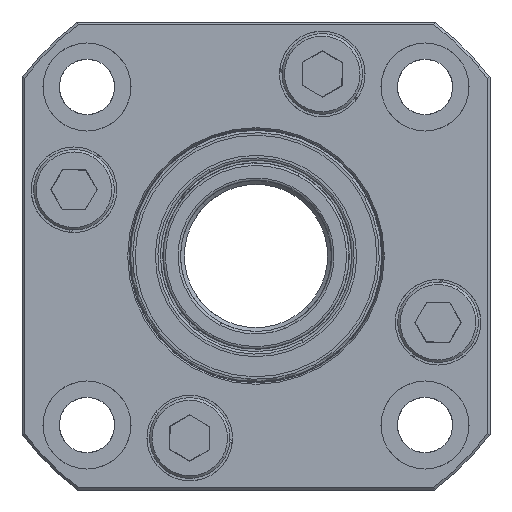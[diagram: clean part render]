
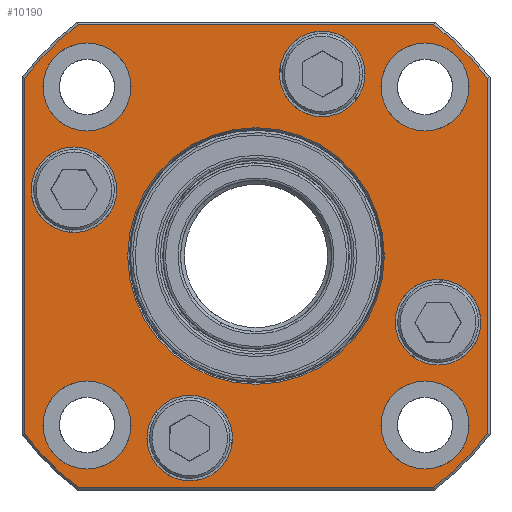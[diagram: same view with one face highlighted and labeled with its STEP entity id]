
A CAD part, left-side view. The second image highlights one B-rep face of the part: STEP entity #10190.
In plain terms, the highlighted planar face has unit normal (1, 0, 0).
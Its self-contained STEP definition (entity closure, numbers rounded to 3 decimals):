
#9846=CARTESIAN_POINT('',(-15.,36.178,4.668));
#9847=VERTEX_POINT('',#9846);
#9887=CARTESIAN_POINT('',(-15.,36.178,21.668));
#9888=VERTEX_POINT('',#9887);
#9896=CARTESIAN_POINT('',(-15.,36.178,13.168));
#9897=DIRECTION('',(1.,-0.,0.));
#9898=DIRECTION('',(0.,0.,1.));
#9899=AXIS2_PLACEMENT_3D('',#9896,#9897,#9898);
#9900=CIRCLE('',#9899,8.5);
#9901=EDGE_CURVE('',#9888,#9847,#9900,.T.);
#9940=CARTESIAN_POINT('',(-15.,36.178,13.168));
#9941=DIRECTION('',(1.,-0.,0.));
#9942=DIRECTION('',(0.,0.,1.));
#9943=AXIS2_PLACEMENT_3D('',#9940,#9941,#9942);
#9944=CIRCLE('',#9943,8.5);
#9945=EDGE_CURVE('',#9847,#9888,#9944,.T.);
#9951=CARTESIAN_POINT('',(-15.,20.,-0.));
#9952=DIRECTION('',(1.,-0.,0.));
#9953=DIRECTION('',(-0.,0.,1.));
#9954=AXIS2_PLACEMENT_3D('',#9951,#9952,#9953);
#9955=PLANE('',#9954);
#9956=CARTESIAN_POINT('',(-15.,-35.327,46.));
#9957=VERTEX_POINT('',#9956);
#9958=CARTESIAN_POINT('',(-15.,-46.,35.327));
#9959=VERTEX_POINT('',#9958);
#9960=CARTESIAN_POINT('',(-15.,0.,0.));
#9961=DIRECTION('',(1.,-0.,0.));
#9962=DIRECTION('',(0.,-0.,-1.));
#9963=AXIS2_PLACEMENT_3D('',#9960,#9961,#9962);
#9964=CIRCLE('',#9963,58.);
#9965=EDGE_CURVE('',#9957,#9959,#9964,.T.);
#9966=ORIENTED_EDGE('',*,*,#9965,.T.);
#9967=CARTESIAN_POINT('',(-15.,-46.,-35.327));
#9968=VERTEX_POINT('',#9967);
#9969=CARTESIAN_POINT('',(-15.,-46.,12345.));
#9970=DIRECTION('',(0.,-0.,-1.));
#9971=VECTOR('',#9970,24690.);
#9972=LINE('',#9969,#9971);
#9973=EDGE_CURVE('',#9959,#9968,#9972,.T.);
#9974=ORIENTED_EDGE('',*,*,#9973,.T.);
#9975=CARTESIAN_POINT('',(-15.,-35.327,-46.));
#9976=VERTEX_POINT('',#9975);
#9977=CARTESIAN_POINT('',(-15.,0.,0.));
#9978=DIRECTION('',(1.,-0.,0.));
#9979=DIRECTION('',(0.,-0.,-1.));
#9980=AXIS2_PLACEMENT_3D('',#9977,#9978,#9979);
#9981=CIRCLE('',#9980,58.);
#9982=EDGE_CURVE('',#9968,#9976,#9981,.T.);
#9983=ORIENTED_EDGE('',*,*,#9982,.T.);
#9984=CARTESIAN_POINT('',(-15.,35.327,-46.));
#9985=VERTEX_POINT('',#9984);
#9986=CARTESIAN_POINT('',(-15.,-12325.,-46.));
#9987=DIRECTION('',(0.,1.,-0.));
#9988=VECTOR('',#9987,24690.);
#9989=LINE('',#9986,#9988);
#9990=EDGE_CURVE('',#9976,#9985,#9989,.T.);
#9991=ORIENTED_EDGE('',*,*,#9990,.T.);
#9992=CARTESIAN_POINT('',(-15.,46.,-35.327));
#9993=VERTEX_POINT('',#9992);
#9994=CARTESIAN_POINT('',(-15.,0.,0.));
#9995=DIRECTION('',(1.,-0.,0.));
#9996=DIRECTION('',(0.,-0.,-1.));
#9997=AXIS2_PLACEMENT_3D('',#9994,#9995,#9996);
#9998=CIRCLE('',#9997,58.);
#9999=EDGE_CURVE('',#9985,#9993,#9998,.T.);
#10000=ORIENTED_EDGE('',*,*,#9999,.T.);
#10001=CARTESIAN_POINT('',(-15.,46.,35.327));
#10002=VERTEX_POINT('',#10001);
#10003=CARTESIAN_POINT('',(-15.,46.,-12345.));
#10004=DIRECTION('',(-0.,0.,1.));
#10005=VECTOR('',#10004,24690.);
#10006=LINE('',#10003,#10005);
#10007=EDGE_CURVE('',#9993,#10002,#10006,.T.);
#10008=ORIENTED_EDGE('',*,*,#10007,.T.);
#10009=CARTESIAN_POINT('',(-15.,35.327,46.));
#10010=VERTEX_POINT('',#10009);
#10011=CARTESIAN_POINT('',(-15.,0.,0.));
#10012=DIRECTION('',(1.,-0.,0.));
#10013=DIRECTION('',(0.,-0.,-1.));
#10014=AXIS2_PLACEMENT_3D('',#10011,#10012,#10013);
#10015=CIRCLE('',#10014,58.);
#10016=EDGE_CURVE('',#10002,#10010,#10015,.T.);
#10017=ORIENTED_EDGE('',*,*,#10016,.T.);
#10018=CARTESIAN_POINT('',(-15.,12365.,46.));
#10019=DIRECTION('',(-0.,-1.,0.));
#10020=VECTOR('',#10019,24690.);
#10021=LINE('',#10018,#10020);
#10022=EDGE_CURVE('',#10010,#9957,#10021,.T.);
#10023=ORIENTED_EDGE('',*,*,#10022,.T.);
#10024=EDGE_LOOP('',(#9966,#9974,#9983,#9991,#10000,#10008,#10017,#10023));
#10025=FACE_BOUND('',#10024,.T.);
#10026=ORIENTED_EDGE('',*,*,#9901,.F.);
#10027=ORIENTED_EDGE('',*,*,#9945,.F.);
#10028=EDGE_LOOP('',(#10026,#10027));
#10029=FACE_BOUND('',#10028,.T.);
#10030=CARTESIAN_POINT('',(-15.,-36.178,-21.668));
#10031=VERTEX_POINT('',#10030);
#10032=CARTESIAN_POINT('',(-15.,-36.178,-4.668));
#10033=VERTEX_POINT('',#10032);
#10034=CARTESIAN_POINT('',(-15.,-36.178,-13.168));
#10035=DIRECTION('',(-1.,0.,-0.));
#10036=DIRECTION('',(0.,0.,1.));
#10037=AXIS2_PLACEMENT_3D('',#10034,#10035,#10036);
#10038=CIRCLE('',#10037,8.5);
#10039=EDGE_CURVE('',#10031,#10033,#10038,.T.);
#10040=ORIENTED_EDGE('',*,*,#10039,.T.);
#10041=CARTESIAN_POINT('',(-15.,-36.178,-13.168));
#10042=DIRECTION('',(-1.,0.,-0.));
#10043=DIRECTION('',(0.,0.,1.));
#10044=AXIS2_PLACEMENT_3D('',#10041,#10042,#10043);
#10045=CIRCLE('',#10044,8.5);
#10046=EDGE_CURVE('',#10033,#10031,#10045,.T.);
#10047=ORIENTED_EDGE('',*,*,#10046,.T.);
#10048=EDGE_LOOP('',(#10040,#10047));
#10049=FACE_BOUND('',#10048,.T.);
#10050=CARTESIAN_POINT('',(-15.,13.168,-44.678));
#10051=VERTEX_POINT('',#10050);
#10052=CARTESIAN_POINT('',(-15.,13.168,-27.678));
#10053=VERTEX_POINT('',#10052);
#10054=CARTESIAN_POINT('',(-15.,13.168,-36.178));
#10055=DIRECTION('',(-1.,0.,-0.));
#10056=DIRECTION('',(0.,0.,1.));
#10057=AXIS2_PLACEMENT_3D('',#10054,#10055,#10056);
#10058=CIRCLE('',#10057,8.5);
#10059=EDGE_CURVE('',#10051,#10053,#10058,.T.);
#10060=ORIENTED_EDGE('',*,*,#10059,.T.);
#10061=CARTESIAN_POINT('',(-15.,13.168,-36.178));
#10062=DIRECTION('',(-1.,0.,-0.));
#10063=DIRECTION('',(0.,0.,1.));
#10064=AXIS2_PLACEMENT_3D('',#10061,#10062,#10063);
#10065=CIRCLE('',#10064,8.5);
#10066=EDGE_CURVE('',#10053,#10051,#10065,.T.);
#10067=ORIENTED_EDGE('',*,*,#10066,.T.);
#10068=EDGE_LOOP('',(#10060,#10067));
#10069=FACE_BOUND('',#10068,.T.);
#10070=CARTESIAN_POINT('',(-15.,33.588,24.838));
#10071=VERTEX_POINT('',#10070);
#10072=CARTESIAN_POINT('',(-15.,33.588,42.338));
#10073=VERTEX_POINT('',#10072);
#10074=CARTESIAN_POINT('',(-15.,33.588,33.588));
#10075=DIRECTION('',(-1.,0.,-0.));
#10076=DIRECTION('',(-0.,0.,1.));
#10077=AXIS2_PLACEMENT_3D('',#10074,#10075,#10076);
#10078=CIRCLE('',#10077,8.75);
#10079=EDGE_CURVE('',#10071,#10073,#10078,.T.);
#10080=ORIENTED_EDGE('',*,*,#10079,.T.);
#10081=CARTESIAN_POINT('',(-15.,33.588,33.588));
#10082=DIRECTION('',(-1.,0.,-0.));
#10083=DIRECTION('',(-0.,0.,1.));
#10084=AXIS2_PLACEMENT_3D('',#10081,#10082,#10083);
#10085=CIRCLE('',#10084,8.75);
#10086=EDGE_CURVE('',#10073,#10071,#10085,.T.);
#10087=ORIENTED_EDGE('',*,*,#10086,.T.);
#10088=EDGE_LOOP('',(#10080,#10087));
#10089=FACE_BOUND('',#10088,.T.);
#10090=CARTESIAN_POINT('',(-15.,33.588,-42.338));
#10091=VERTEX_POINT('',#10090);
#10092=CARTESIAN_POINT('',(-15.,33.588,-24.838));
#10093=VERTEX_POINT('',#10092);
#10094=CARTESIAN_POINT('',(-15.,33.588,-33.588));
#10095=DIRECTION('',(-1.,0.,-0.));
#10096=DIRECTION('',(-0.,0.,1.));
#10097=AXIS2_PLACEMENT_3D('',#10094,#10095,#10096);
#10098=CIRCLE('',#10097,8.75);
#10099=EDGE_CURVE('',#10091,#10093,#10098,.T.);
#10100=ORIENTED_EDGE('',*,*,#10099,.T.);
#10101=CARTESIAN_POINT('',(-15.,33.588,-33.588));
#10102=DIRECTION('',(-1.,0.,-0.));
#10103=DIRECTION('',(-0.,0.,1.));
#10104=AXIS2_PLACEMENT_3D('',#10101,#10102,#10103);
#10105=CIRCLE('',#10104,8.75);
#10106=EDGE_CURVE('',#10093,#10091,#10105,.T.);
#10107=ORIENTED_EDGE('',*,*,#10106,.T.);
#10108=EDGE_LOOP('',(#10100,#10107));
#10109=FACE_BOUND('',#10108,.T.);
#10110=CARTESIAN_POINT('',(-15.,-33.588,-42.338));
#10111=VERTEX_POINT('',#10110);
#10112=CARTESIAN_POINT('',(-15.,-33.588,-24.838));
#10113=VERTEX_POINT('',#10112);
#10114=CARTESIAN_POINT('',(-15.,-33.588,-33.588));
#10115=DIRECTION('',(-1.,0.,-0.));
#10116=DIRECTION('',(-0.,0.,1.));
#10117=AXIS2_PLACEMENT_3D('',#10114,#10115,#10116);
#10118=CIRCLE('',#10117,8.75);
#10119=EDGE_CURVE('',#10111,#10113,#10118,.T.);
#10120=ORIENTED_EDGE('',*,*,#10119,.T.);
#10121=CARTESIAN_POINT('',(-15.,-33.588,-33.588));
#10122=DIRECTION('',(-1.,0.,-0.));
#10123=DIRECTION('',(-0.,0.,1.));
#10124=AXIS2_PLACEMENT_3D('',#10121,#10122,#10123);
#10125=CIRCLE('',#10124,8.75);
#10126=EDGE_CURVE('',#10113,#10111,#10125,.T.);
#10127=ORIENTED_EDGE('',*,*,#10126,.T.);
#10128=EDGE_LOOP('',(#10120,#10127));
#10129=FACE_BOUND('',#10128,.T.);
#10130=CARTESIAN_POINT('',(-15.,-33.588,24.838));
#10131=VERTEX_POINT('',#10130);
#10132=CARTESIAN_POINT('',(-15.,-33.588,42.338));
#10133=VERTEX_POINT('',#10132);
#10134=CARTESIAN_POINT('',(-15.,-33.588,33.588));
#10135=DIRECTION('',(-1.,0.,-0.));
#10136=DIRECTION('',(0.,0.,1.));
#10137=AXIS2_PLACEMENT_3D('',#10134,#10135,#10136);
#10138=CIRCLE('',#10137,8.75);
#10139=EDGE_CURVE('',#10131,#10133,#10138,.T.);
#10140=ORIENTED_EDGE('',*,*,#10139,.T.);
#10141=CARTESIAN_POINT('',(-15.,-33.588,33.588));
#10142=DIRECTION('',(-1.,0.,-0.));
#10143=DIRECTION('',(0.,0.,1.));
#10144=AXIS2_PLACEMENT_3D('',#10141,#10142,#10143);
#10145=CIRCLE('',#10144,8.75);
#10146=EDGE_CURVE('',#10133,#10131,#10145,.T.);
#10147=ORIENTED_EDGE('',*,*,#10146,.T.);
#10148=EDGE_LOOP('',(#10140,#10147));
#10149=FACE_BOUND('',#10148,.T.);
#10150=CARTESIAN_POINT('',(-15.,-13.168,27.678));
#10151=VERTEX_POINT('',#10150);
#10152=CARTESIAN_POINT('',(-15.,-13.168,44.678));
#10153=VERTEX_POINT('',#10152);
#10154=CARTESIAN_POINT('',(-15.,-13.168,36.178));
#10155=DIRECTION('',(-1.,0.,-0.));
#10156=DIRECTION('',(0.,0.,1.));
#10157=AXIS2_PLACEMENT_3D('',#10154,#10155,#10156);
#10158=CIRCLE('',#10157,8.5);
#10159=EDGE_CURVE('',#10151,#10153,#10158,.T.);
#10160=ORIENTED_EDGE('',*,*,#10159,.T.);
#10161=CARTESIAN_POINT('',(-15.,-13.168,36.178));
#10162=DIRECTION('',(-1.,0.,-0.));
#10163=DIRECTION('',(0.,0.,1.));
#10164=AXIS2_PLACEMENT_3D('',#10161,#10162,#10163);
#10165=CIRCLE('',#10164,8.5);
#10166=EDGE_CURVE('',#10153,#10151,#10165,.T.);
#10167=ORIENTED_EDGE('',*,*,#10166,.T.);
#10168=EDGE_LOOP('',(#10160,#10167));
#10169=FACE_BOUND('',#10168,.T.);
#10170=CARTESIAN_POINT('',(-15.,0.,-25.5));
#10171=VERTEX_POINT('',#10170);
#10172=CARTESIAN_POINT('',(-15.,0.,25.5));
#10173=VERTEX_POINT('',#10172);
#10174=CARTESIAN_POINT('',(-15.,0.,0.));
#10175=DIRECTION('',(-1.,0.,-0.));
#10176=DIRECTION('',(-0.,0.,1.));
#10177=AXIS2_PLACEMENT_3D('',#10174,#10175,#10176);
#10178=CIRCLE('',#10177,25.5);
#10179=EDGE_CURVE('',#10171,#10173,#10178,.T.);
#10180=ORIENTED_EDGE('',*,*,#10179,.T.);
#10181=CARTESIAN_POINT('',(-15.,0.,0.));
#10182=DIRECTION('',(-1.,0.,-0.));
#10183=DIRECTION('',(-0.,0.,1.));
#10184=AXIS2_PLACEMENT_3D('',#10181,#10182,#10183);
#10185=CIRCLE('',#10184,25.5);
#10186=EDGE_CURVE('',#10173,#10171,#10185,.T.);
#10187=ORIENTED_EDGE('',*,*,#10186,.T.);
#10188=EDGE_LOOP('',(#10180,#10187));
#10189=FACE_BOUND('',#10188,.T.);
#10190=ADVANCED_FACE('NONE',(#10025,#10029,#10049,#10069,#10089,#10109,#10129,#10149,#10169,#10189),#9955,.T.);
